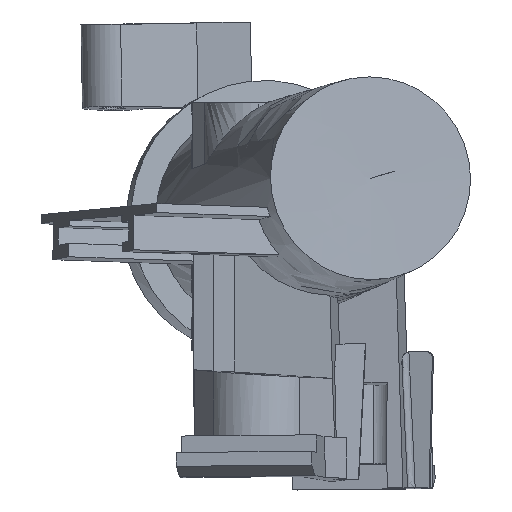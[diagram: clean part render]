
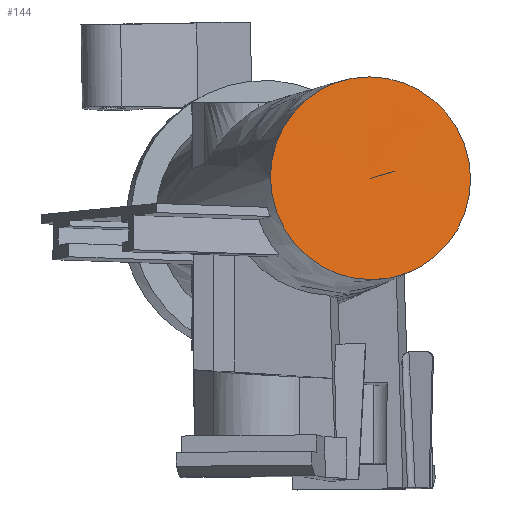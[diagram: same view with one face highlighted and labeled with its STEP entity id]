
A CAD part, front view. The second image highlights one B-rep face of the part: STEP entity #144.
In plain terms, the highlighted free-form (B-spline) face has degree [1, 3] with [2, 7] control points.
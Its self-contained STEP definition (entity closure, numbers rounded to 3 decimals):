
#144=ADVANCED_FACE('',(#399,#400),#401,.F.);
#399=FACE_BOUND('',#1398,.T.);
#400=FACE_OUTER_BOUND('',#1399,.T.);
#401=(B_SPLINE_SURFACE(1,3,((#1401,#1402,#1403,#1404,#1405,#1406,#1407),(#1408,#1409,#1410,#1411,#1412,#1413,#1414)),.UNSPECIFIED.,.F.,.T.,.F.)B_SPLINE_SURFACE_WITH_KNOTS((2,2),(4,3,4),(0.0,1.0),(0.0,0.5,1.0),.UNSPECIFIED.)RATIONAL_B_SPLINE_SURFACE(((1.0,0.333,0.333,1.0,0.333,0.333,1.0),(1.0,0.333,0.333,1.0,0.333,0.333,1.0)))BOUNDED_SURFACE()REPRESENTATION_ITEM('')GEOMETRIC_REPRESENTATION_ITEM()SURFACE());
#1398=VERTEX_LOOP('',#2264);
#1399=EDGE_LOOP('',(#2265));
#1401=CARTESIAN_POINT('',(22.226,-53.312,16.905));
#1402=CARTESIAN_POINT('',(21.861,-51.282,48.96));
#1403=CARTESIAN_POINT('',(-9.753,-56.965,48.96));
#1404=CARTESIAN_POINT('',(-9.388,-58.996,16.905));
#1405=CARTESIAN_POINT('',(-9.023,-61.026,-15.15));
#1406=CARTESIAN_POINT('',(22.591,-55.342,-15.15));
#1407=CARTESIAN_POINT('',(22.226,-53.312,16.905));
#1408=CARTESIAN_POINT('',(6.383,-55.952,16.892));
#1409=CARTESIAN_POINT('',(6.383,-55.952,16.892));
#1410=CARTESIAN_POINT('',(6.383,-55.952,16.892));
#1411=CARTESIAN_POINT('',(6.383,-55.952,16.892));
#1412=CARTESIAN_POINT('',(6.383,-55.952,16.892));
#1413=CARTESIAN_POINT('',(6.383,-55.952,16.892));
#1414=CARTESIAN_POINT('',(6.383,-55.952,16.892));
#2264=VERTEX_POINT('',#2845);
#2265=ORIENTED_EDGE('',*,*,#2646,.F.);
#2646=EDGE_CURVE('',#3158,#3158,#3159,.T.);
#2845=CARTESIAN_POINT('',(6.383,-55.952,16.892));
#3158=VERTEX_POINT('',#3987);
#3159=CIRCLE('',#3988,16.061);
#3987=CARTESIAN_POINT('',(-9.388,-58.996,16.905));
#3988=AXIS2_PLACEMENT_3D('',#4979,#4980,#4981);
#4979=CARTESIAN_POINT('',(6.419,-56.154,16.905));
#4980=DIRECTION('',(-0.177,0.982,-0.064));
#4981=DIRECTION('',(-0.984,-0.177,0.));
